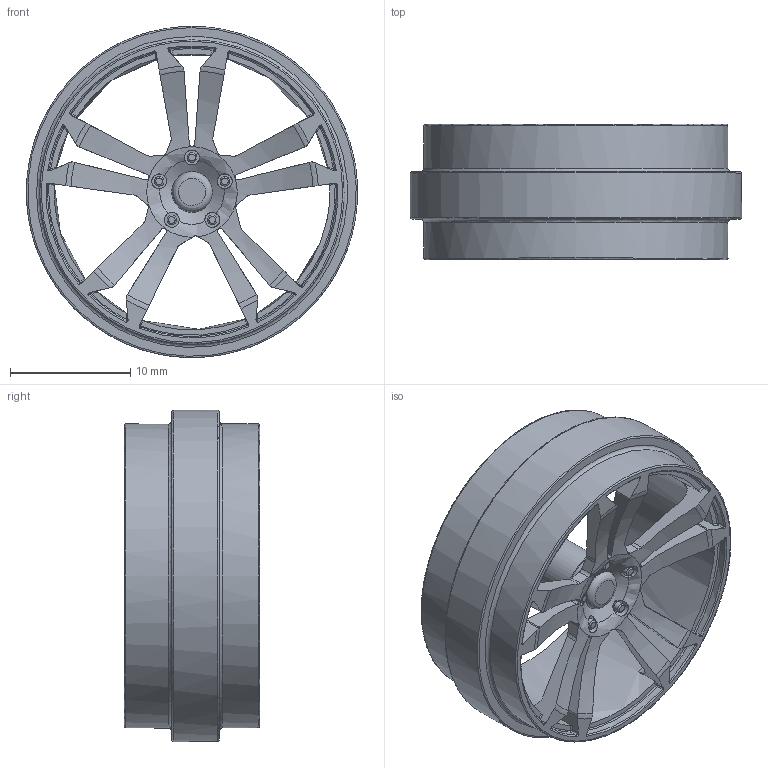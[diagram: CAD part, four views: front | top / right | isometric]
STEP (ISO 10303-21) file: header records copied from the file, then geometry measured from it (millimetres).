
FILE_DESCRIPTION(('FreeCAD Model'),'2;1');
FILE_NAME('Open CASCADE Shape Model','2025-04-26T09:35:27',('FreeCAD'),( 'FreeCAD'),'Open CASCADE STEP processor 7.6','FreeCAD','Unknown');
FILE_SCHEMA(('AUTOMOTIVE_DESIGN { 1 0 10303 214 1 1 1 1 }'));
Length unit declared in the file: millimetre
Products named in the file (1): Open CASCADE STEP translator 7.6 1
Bounding box: 27.55 x 11.24 x 27.55 mm (x, y, z)
Volume: 1697.6 mm3; surface area: 2790.2 mm2
Topology: 1 solids, 2 shells, 297 faces, 823 edges, 522 vertices
Faces by surface type: bspline 297
Entity records: 13755 total; most frequent: CARTESIAN_POINT 9186, ORIENTED_EDGE 1646, EDGE_CURVE 823, B_SPLINE_CURVE_WITH_KNOTS 544, VERTEX_POINT 522, FACE_BOUND 309, EDGE_LOOP 309, ADVANCED_FACE 297
